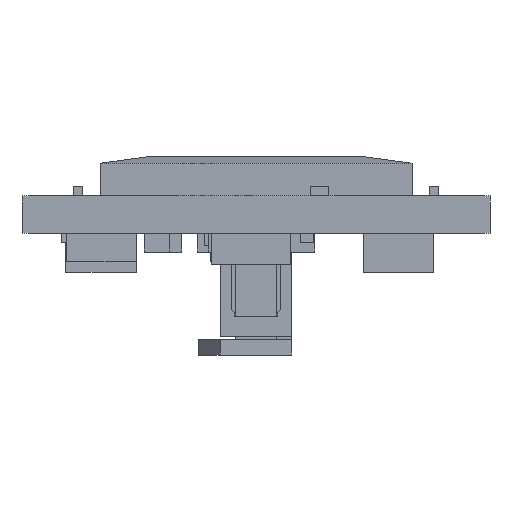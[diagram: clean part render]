
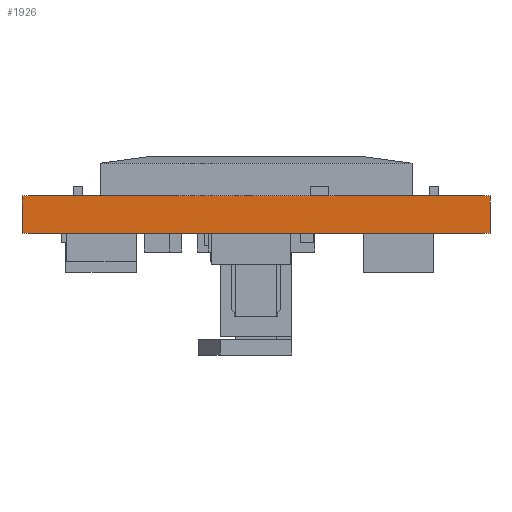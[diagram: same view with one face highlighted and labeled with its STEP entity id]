
A CAD part, front view. The second image highlights one B-rep face of the part: STEP entity #1926.
In plain terms, the highlighted planar face has unit normal (0, -1, 0).
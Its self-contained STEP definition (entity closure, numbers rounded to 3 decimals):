
#1926=ADVANCED_FACE('',(#3670),#18414,.T.);
#3670=FACE_OUTER_BOUND('',#5566,.F.);
#5566=EDGE_LOOP('',(#7613,#7614,#7615,#7616));
#7613=ORIENTED_EDGE('',*,*,#31070,.F.);
#7614=ORIENTED_EDGE('',*,*,#31078,.F.);
#7615=ORIENTED_EDGE('',*,*,#31074,.T.);
#7616=ORIENTED_EDGE('',*,*,#31077,.T.);
#18414=PLANE('',#50784);
#31070=EDGE_CURVE('',#50111,#50113,#36601,.T.);
#31074=EDGE_CURVE('',#50107,#50109,#36605,.T.);
#31077=EDGE_CURVE('',#50109,#50113,#36608,.T.);
#31078=EDGE_CURVE('',#50107,#50111,#36609,.T.);
#36601=LINE('',#65891,#41794);
#36605=LINE('',#65895,#41798);
#36608=LINE('',#65898,#41801);
#36609=LINE('',#65899,#41802);
#41794=VECTOR('',#52832,15.);
#41798=VECTOR('',#52836,15.);
#41801=VECTOR('',#52839,1.2);
#41802=VECTOR('',#52840,1.2);
#50107=VERTEX_POINT('',#65315);
#50109=VERTEX_POINT('',#65317);
#50111=VERTEX_POINT('',#65319);
#50113=VERTEX_POINT('',#65321);
#50784=AXIS2_PLACEMENT_3D('',#71156,#58438,#58439);
#52832=DIRECTION('',(-1.,0.,0.));
#52836=DIRECTION('',(-1.,0.,0.));
#52839=DIRECTION('',(0.,0.,1.));
#52840=DIRECTION('',(0.,0.,1.));
#58438=DIRECTION('',(0.,-1.,0.));
#58439=DIRECTION('',(-1.,0.,0.));
#65315=CARTESIAN_POINT('',(257.5,86.,-5.));
#65317=CARTESIAN_POINT('',(242.5,86.,-5.));
#65319=CARTESIAN_POINT('',(257.5,86.,-3.8));
#65321=CARTESIAN_POINT('',(242.5,86.,-3.8));
#65891=CARTESIAN_POINT('',(257.5,86.,-3.8));
#65895=CARTESIAN_POINT('',(257.5,86.,-5.));
#65898=CARTESIAN_POINT('',(242.5,86.,-5.));
#65899=CARTESIAN_POINT('',(257.5,86.,-5.));
#71156=CARTESIAN_POINT('',(257.65,86.,-3.65));
